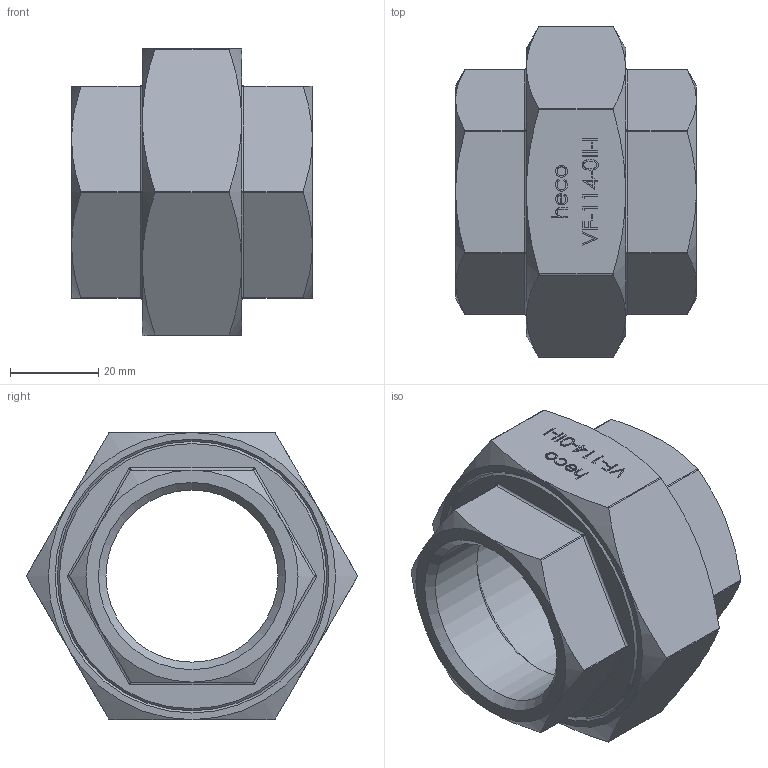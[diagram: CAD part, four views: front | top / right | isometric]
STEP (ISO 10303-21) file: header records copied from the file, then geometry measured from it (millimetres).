
FILE_DESCRIPTION (( 'STEP AP214' ), '1' );
FILE_NAME ('heco_VF-114-0II-I.STEP', '2016-07-07T10:00:23', ( '' ), ( '' ), 'SwSTEP 2.0', 'SolidWorks 2011', '' );
FILE_SCHEMA (( 'AUTOMOTIVE_DESIGN' ));
Length unit declared in the file: millimetre
Products named in the file (1): heco_VF-114-0II-I
Bounding box: 54.5 x 74.96 x 65.05 mm (x, y, z)
Volume: 72543.4 mm3; surface area: 22138.8 mm2
Topology: 1 solids, 1 shells, 249 faces, 606 edges, 375 vertices
Faces by surface type: plane 127, bspline 56, cylinder 36, cone 30
Full cylindrical faces by diameter (mm): 38.952 x2, 44 x1, 59 x1, 60.4 x1, 61 x1
Entity records: 11302 total; most frequent: CARTESIAN_POINT 4595, ORIENTED_EDGE 1160, DIRECTION 815, EDGE_CURVE 580, VERTEX_POINT 373, LINE 341, VECTOR 341, EDGE_LOOP 291
